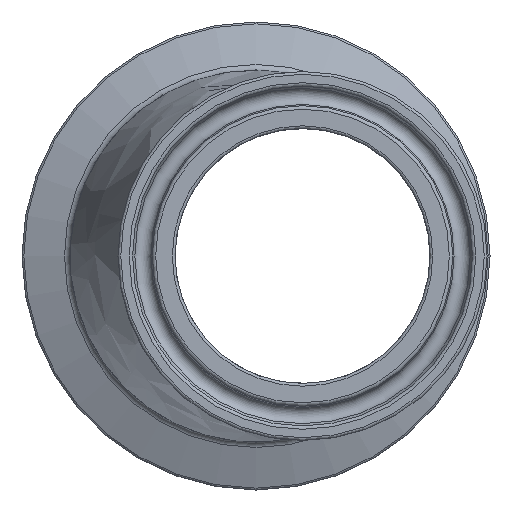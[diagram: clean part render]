
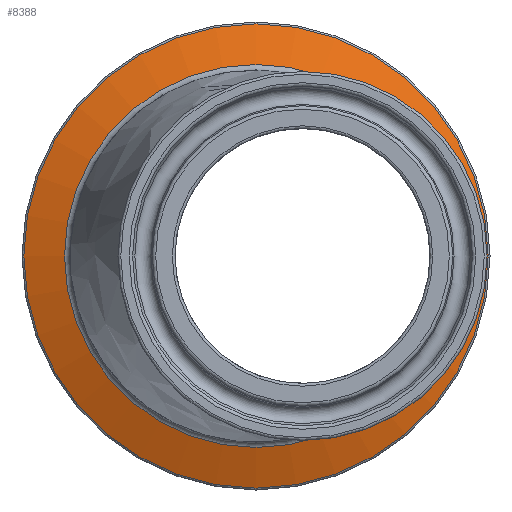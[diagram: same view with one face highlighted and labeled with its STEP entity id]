
A CAD part, left-side view. The second image highlights one B-rep face of the part: STEP entity #8388.
In plain terms, the highlighted conical face has half-angle 70 degrees and reference radius 28.677 mm.
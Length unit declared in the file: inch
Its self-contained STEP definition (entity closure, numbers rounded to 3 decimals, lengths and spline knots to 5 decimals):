
#13=CONICAL_SURFACE('',#8743,1.129,70.);
#541=FACE_BOUND('',#1528,.T.);
#1013=FACE_OUTER_BOUND('',#1527,.T.);
#1527=EDGE_LOOP('',(#7771));
#1528=EDGE_LOOP('',(#7772));
#3200=CIRCLE('',#8742,1.24813);
#3201=CIRCLE('',#8744,1.02961);
#4050=VERTEX_POINT('',#18992);
#4051=VERTEX_POINT('',#18995);
#5304=EDGE_CURVE('',#4050,#4050,#3200,.T.);
#5305=EDGE_CURVE('',#4051,#4051,#3201,.T.);
#7771=ORIENTED_EDGE('',*,*,#5305,.F.);
#7772=ORIENTED_EDGE('',*,*,#5304,.F.);
#8388=ADVANCED_FACE('',(#1013,#541),#13,.T.);
#8742=AXIS2_PLACEMENT_3D('',#18993,#9850,#9851);
#8743=AXIS2_PLACEMENT_3D('',#18994,#9852,#9853);
#8744=AXIS2_PLACEMENT_3D('',#18996,#9854,#9855);
#9850=DIRECTION('center_axis',(1.,0.,0.));
#9851=DIRECTION('ref_axis',(0.,-1.,0.));
#9852=DIRECTION('center_axis',(1.,0.,0.));
#9853=DIRECTION('ref_axis',(0.,1.,0.));
#9854=DIRECTION('center_axis',(-1.,0.,0.));
#9855=DIRECTION('ref_axis',(0.,-1.,0.));
#18992=CARTESIAN_POINT('',(2.38441,1.49813,0.));
#18993=CARTESIAN_POINT('Origin',(2.38441,0.25,0.));
#18994=CARTESIAN_POINT('Origin',(2.34105,0.25,0.));
#18995=CARTESIAN_POINT('',(2.30487,1.27961,0.));
#18996=CARTESIAN_POINT('Origin',(2.30487,0.25,0.));
